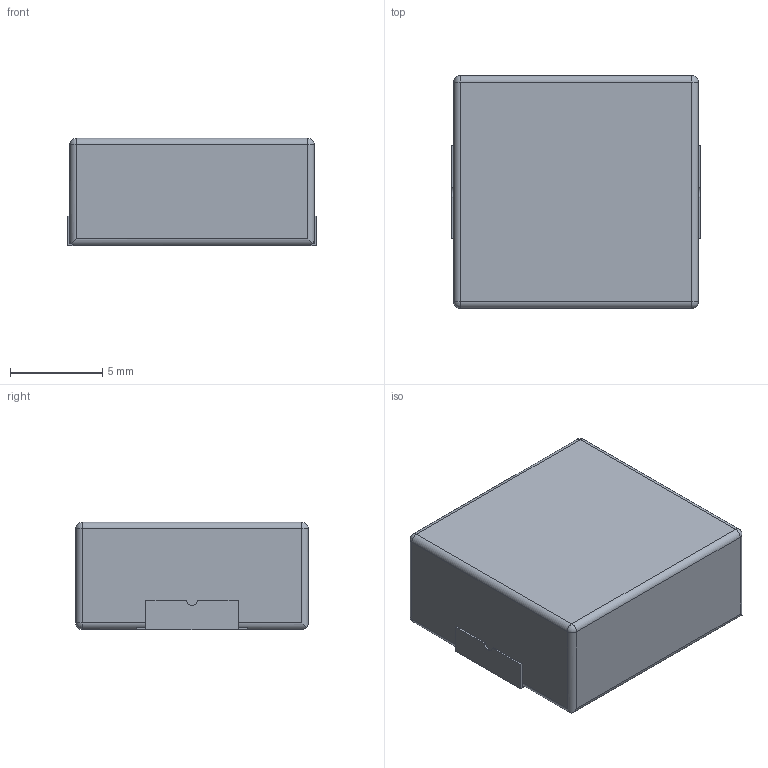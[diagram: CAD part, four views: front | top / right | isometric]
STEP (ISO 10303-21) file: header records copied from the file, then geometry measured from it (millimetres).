
FILE_DESCRIPTION (( 'STEP AP214' ), '1' );
FILE_NAME ('IND-SMD_L12.6-W13.5-H5.8.step', '2023-11-02T07:01:36', ( '' ), ( '' ), 'SwSTEP 2.0', 'SolidWorks 2020', '' );
FILE_SCHEMA (( 'AUTOMOTIVE_DESIGN' ));
Length unit declared in the file: millimetre
Products named in the file (1): IND-SMD_L12.6-W13.5-H5.8
Bounding box: 13.45 x 12.6 x 5.81 mm (x, y, z)
Volume: 966 mm3; surface area: 689.5 mm2
Topology: 3 solids, 3 shells, 337 faces, 903 edges, 592 vertices
Faces by surface type: plane 203, bspline 112, cylinder 16, sphere 6
Entity records: 15328 total; most frequent: CARTESIAN_POINT 3949, ORIENTED_EDGE 1794, DIRECTION 1145, EDGE_CURVE 897, LINE 633, VECTOR 633, VERTEX_POINT 592, EDGE_LOOP 363
